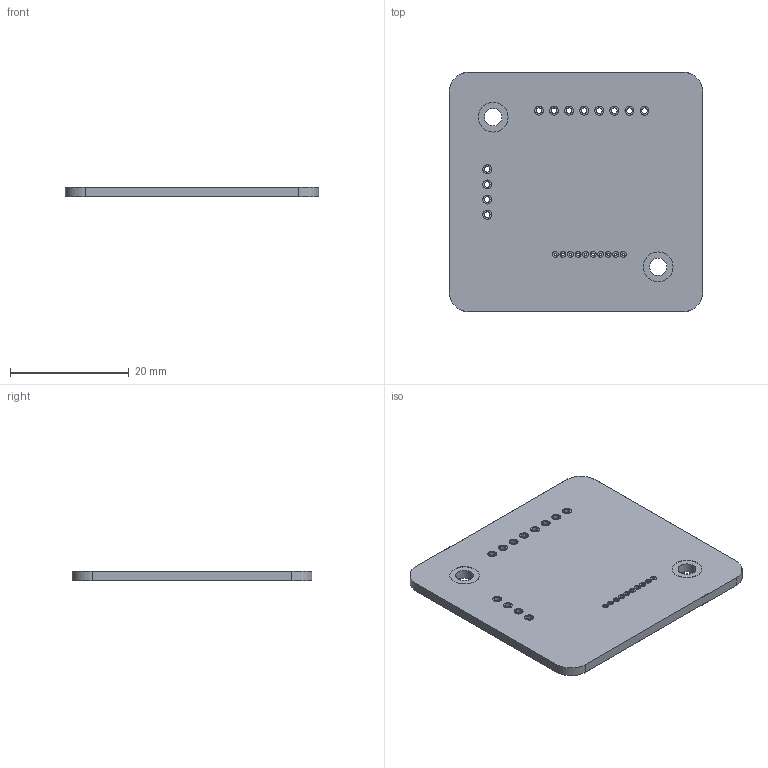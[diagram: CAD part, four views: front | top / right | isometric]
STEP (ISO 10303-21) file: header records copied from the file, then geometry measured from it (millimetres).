
FILE_DESCRIPTION(('FreeCAD Model'),'2;1');
FILE_NAME(3d/nfc_v4.step','2019-10-28T01:00:35',('Author'),(''), 'Open CASCADE STEP processor 7.2','FreeCAD','Unknown');
FILE_SCHEMA(('AUTOMOTIVE_DESIGN { 1 0 10303 214 1 1 1 1 }'));
Length unit declared in the file: millimetre
Products named in the file (3): Part; Pcb; Pcb001
Assembly tree (2 placements, depth 2):
  Part
    Pcb
    Pcb001
Bounding box: 42.7 x 40.4 x 1.66 mm (x, y, z)
Surface area: 7509.5 mm2
Topology: 2 solids, 2 shells, 236 faces, 432 edges, 296 vertices
Faces by surface type: cylinder 128, plane 108
Full cylindrical faces by diameter (mm): 0.44 x10, 0.5 x10, 0.94 x12, 1 x42, 1.5 x36, 2.94 x2, 3 x2, 5 x6
Entity records: 6246 total; most frequent: DIRECTION 1190, CARTESIAN_POINT 967, ORIENTED_EDGE 864, AXIS2_PLACEMENT_3D 519, EDGE_CURVE 432, FACE_BOUND 428, EDGE_LOOP 428, VERTEX_POINT 296
